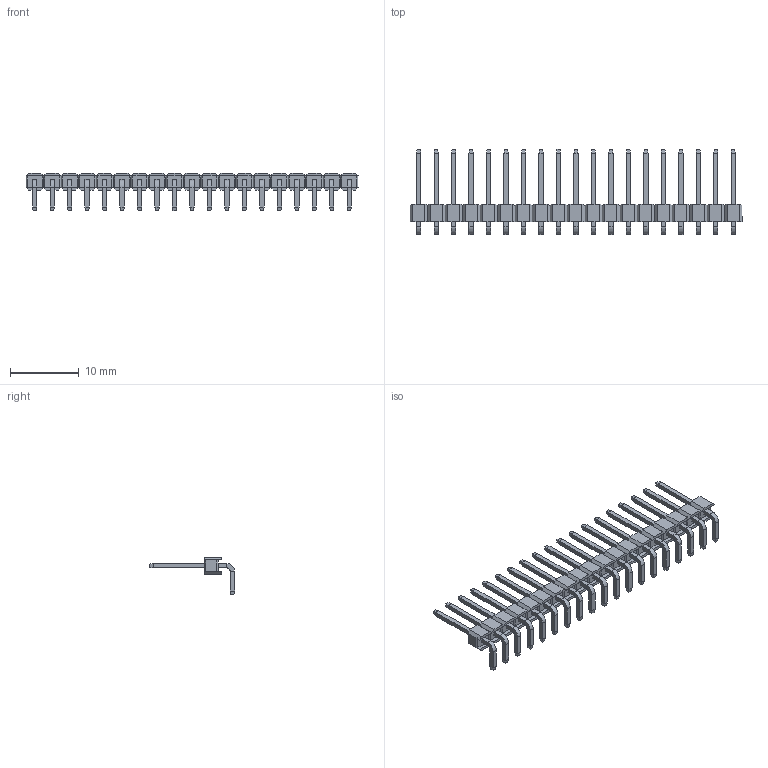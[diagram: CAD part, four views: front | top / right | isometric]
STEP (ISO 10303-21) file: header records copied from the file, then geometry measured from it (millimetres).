
FILE_DESCRIPTION (( 'STEP AP214' ), '1' );
FILE_NAME ('1x19 Male Pin Header Angle.STEP', '2021-11-12T11:37:55', ( 'M.B.I.' ), ( '' ), 'SwSTEP 2.0', '', '' );
FILE_SCHEMA (( 'AUTOMOTIVE_DESIGN' ));
Length unit declared in the file: millimetre
Products named in the file (1): 1x19 Male Pin Header Angle
Bounding box: 48.27 x 12.36 x 5.5 mm (x, y, z)
Volume: 350.1 mm3; surface area: 1432.5 mm2
Topology: 20 solids, 20 shells, 882 faces, 2180 edges, 1338 vertices
Faces by surface type: plane 844, cylinder 38
Entity records: 25433 total; most frequent: CARTESIAN_POINT 4401, ORIENTED_EDGE 4360, DIRECTION 4022, EDGE_CURVE 2180, VECTOR 2104, LINE 2104, VERTEX_POINT 1338, AXIS2_PLACEMENT_3D 959
